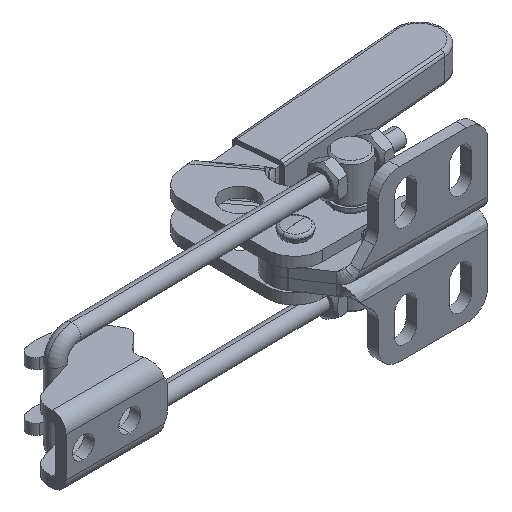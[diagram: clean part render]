
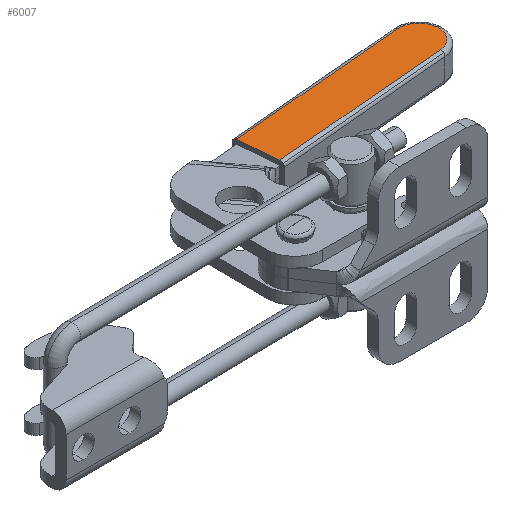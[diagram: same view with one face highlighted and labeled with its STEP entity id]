
A CAD part, isometric view. The second image highlights one B-rep face of the part: STEP entity #6007.
In plain terms, the highlighted planar face has unit normal (0, 0, 1).
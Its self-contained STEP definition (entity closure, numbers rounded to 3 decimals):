
#4461=CARTESIAN_POINT('',(62.624,17.832,3.5));
#4462=VERTEX_POINT('',#4461);
#4470=CARTESIAN_POINT('',(20.824,17.76,3.5));
#4471=VERTEX_POINT('',#4470);
#4472=CARTESIAN_POINT('',(62.624,17.832,3.5));
#4473=DIRECTION('',(-1.,-0.002,0.0));
#4474=VECTOR('',#4473,41.8);
#4475=LINE('',#4472,#4474);
#4476=EDGE_CURVE('',#4462,#4471,#4475,.T.);
#4495=CARTESIAN_POINT('',(67.316,22.54,3.5));
#4496=VERTEX_POINT('',#4495);
#4531=CARTESIAN_POINT('',(62.608,27.232,3.5));
#4532=VERTEX_POINT('',#4531);
#4540=CARTESIAN_POINT('',(62.616,22.532,3.5));
#4541=DIRECTION('',(0.,0.,-1.));
#4542=DIRECTION('',(1.,0.002,0.));
#4543=AXIS2_PLACEMENT_3D('',#4540,#4541,#4542);
#4544=CIRCLE('',#4543,4.7);
#4545=EDGE_CURVE('',#4532,#4496,#4544,.T.);
#4563=CARTESIAN_POINT('',(20.808,27.16,3.5));
#4564=VERTEX_POINT('',#4563);
#4572=CARTESIAN_POINT('',(20.808,27.16,3.5));
#4573=DIRECTION('',(1.,0.002,0.0));
#4574=VECTOR('',#4573,41.8);
#4575=LINE('',#4572,#4574);
#4576=EDGE_CURVE('',#4564,#4532,#4575,.T.);
#5663=CARTESIAN_POINT('',(62.616,22.532,3.5));
#5664=DIRECTION('',(0.,0.,-1.));
#5665=DIRECTION('',(1.,0.002,0.));
#5666=AXIS2_PLACEMENT_3D('',#5663,#5664,#5665);
#5667=CIRCLE('',#5666,4.7);
#5668=EDGE_CURVE('',#4496,#4462,#5667,.T.);
#5929=CARTESIAN_POINT('',(20.824,17.76,3.5));
#5930=DIRECTION('',(-0.002,1.,0.));
#5931=VECTOR('',#5930,9.4);
#5932=LINE('',#5929,#5931);
#5933=EDGE_CURVE('',#4471,#4564,#5932,.T.);
#5995=CARTESIAN_POINT('',(44.566,22.501,3.5));
#5996=DIRECTION('',(0.0,0.0,1.0));
#5997=DIRECTION('',(1.,0.002,0.0));
#5998=AXIS2_PLACEMENT_3D('',#5995,#5996,#5997);
#5999=PLANE('',#5998);
#6000=ORIENTED_EDGE('',*,*,#4576,.F.);
#6001=ORIENTED_EDGE('',*,*,#5933,.F.);
#6002=ORIENTED_EDGE('',*,*,#4476,.F.);
#6003=ORIENTED_EDGE('',*,*,#5668,.F.);
#6004=ORIENTED_EDGE('',*,*,#4545,.F.);
#6005=EDGE_LOOP('',(#6000,#6001,#6002,#6003,#6004));
#6006=FACE_OUTER_BOUND('',#6005,.T.);
#6007=ADVANCED_FACE('',(#6006),#5999,.T.);
